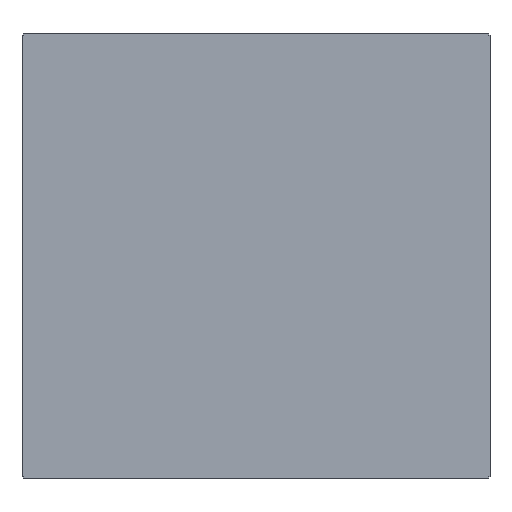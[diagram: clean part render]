
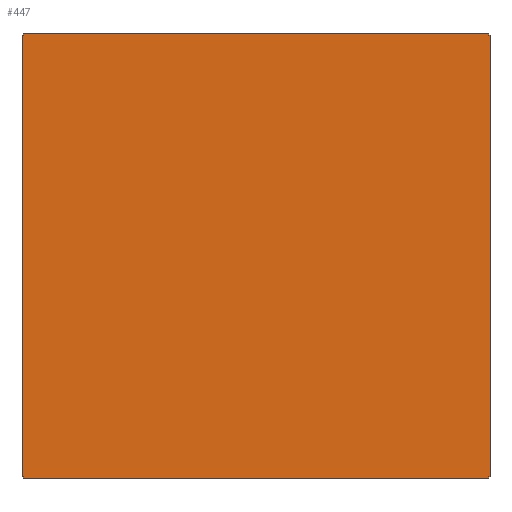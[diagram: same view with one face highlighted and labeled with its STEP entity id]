
A CAD part, front view. The second image highlights one B-rep face of the part: STEP entity #447.
In plain terms, the highlighted planar face has unit normal (0, -1, 0).
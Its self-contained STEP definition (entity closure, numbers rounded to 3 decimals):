
#87 = CARTESIAN_POINT ( 'NONE',  ( 0., 0., 294.998 ) ) ;
#99 = EDGE_CURVE ( 'NONE', #951, #3061, #3811, .T. ) ;
#120 = CARTESIAN_POINT ( 'NONE',  ( 310.498, 0., -297. ) ) ;
#172 = DIRECTION ( 'NONE',  ( 0., 0., -1. ) ) ;
#191 = EDGE_CURVE ( 'NONE', #951, #2638, #4095, .T. ) ;
#385 = CARTESIAN_POINT ( 'NONE',  ( 689.502, 0., 294.998 ) ) ;
#396 = VERTEX_POINT ( 'NONE', #3947 ) ;
#403 = ORIENTED_EDGE ( 'NONE', *, *, #2642, .F. ) ;
#433 = CARTESIAN_POINT ( 'NONE',  ( 312.5, 0., 294.998 ) ) ;
#447 = ADVANCED_FACE ( 'NONE', ( #618 ), #1003, .F. ) ;
#459 = VERTEX_POINT ( 'NONE', #3291 ) ;
#530 = DIRECTION ( 'NONE',  ( 1., 0., 0. ) ) ;
#569 = VECTOR ( 'NONE', #530, 1000. ) ;
#618 = FACE_OUTER_BOUND ( 'NONE', #2610, .T. ) ;
#640 = CARTESIAN_POINT ( 'NONE',  ( 0., 0., 0. ) ) ;
#744 = VECTOR ( 'NONE', #1239, 1000. ) ;
#832 = LINE ( 'NONE', #4190, #4250 ) ;
#839 = VECTOR ( 'NONE', #2616, 1000. ) ;
#864 = CARTESIAN_POINT ( 'NONE',  ( 0., 0., 297. ) ) ;
#876 = CARTESIAN_POINT ( 'NONE',  ( 0., 0., -294.998 ) ) ;
#945 = CARTESIAN_POINT ( 'NONE',  ( -310.498, 0., -294.998 ) ) ;
#951 = VERTEX_POINT ( 'NONE', #3685 ) ;
#1003 = PLANE ( 'NONE',  #4042 ) ;
#1073 = ORIENTED_EDGE ( 'NONE', *, *, #3039, .T. ) ;
#1174 = VECTOR ( 'NONE', #2029, 1000. ) ;
#1192 = CARTESIAN_POINT ( 'NONE',  ( -310.498, 0., 0. ) ) ;
#1212 = LINE ( 'NONE', #1192, #1408 ) ;
#1239 = DIRECTION ( 'NONE',  ( -1., 0., 0. ) ) ;
#1260 = VECTOR ( 'NONE', #2873, 1000. ) ;
#1408 = VECTOR ( 'NONE', #3541, 1000. ) ;
#1453 = CARTESIAN_POINT ( 'NONE',  ( -310.498, 0., 297. ) ) ;
#1497 = DIRECTION ( 'NONE',  ( -1., 0., 0. ) ) ;
#1519 = LINE ( 'NONE', #1542, #3690 ) ;
#1534 = ORIENTED_EDGE ( 'NONE', *, *, #3994, .F. ) ;
#1542 = CARTESIAN_POINT ( 'NONE',  ( -312.5, 0., 0. ) ) ;
#1634 = VERTEX_POINT ( 'NONE', #2131 ) ;
#1753 = VERTEX_POINT ( 'NONE', #2535 ) ;
#1788 = EDGE_CURVE ( 'NONE', #3061, #2250, #1905, .T. ) ;
#1852 = LINE ( 'NONE', #2892, #839 ) ;
#1872 = CARTESIAN_POINT ( 'NONE',  ( 312.5, 0., -294.998 ) ) ;
#1883 = VECTOR ( 'NONE', #2376, 1000. ) ;
#1892 = VECTOR ( 'NONE', #172, 1000. ) ;
#1905 = LINE ( 'NONE', #3590, #744 ) ;
#1944 = DIRECTION ( 'NONE',  ( 0., 1., 0. ) ) ;
#1973 = ORIENTED_EDGE ( 'NONE', *, *, #2186, .F. ) ;
#1987 = DIRECTION ( 'NONE',  ( 1., 0., 0. ) ) ;
#2029 = DIRECTION ( 'NONE',  ( 0., 0., -1. ) ) ;
#2131 = CARTESIAN_POINT ( 'NONE',  ( 310.498, 0., 294.998 ) ) ;
#2153 = EDGE_CURVE ( 'NONE', #1753, #3877, #1212, .T. ) ;
#2186 = EDGE_CURVE ( 'NONE', #459, #1634, #2913, .T. ) ;
#2189 = EDGE_CURVE ( 'NONE', #2638, #3023, #1852, .T. ) ;
#2250 = VERTEX_POINT ( 'NONE', #3845 ) ;
#2280 = ORIENTED_EDGE ( 'NONE', *, *, #2153, .F. ) ;
#2299 = ORIENTED_EDGE ( 'NONE', *, *, #3100, .F. ) ;
#2376 = DIRECTION ( 'NONE',  ( 1., 0., 0. ) ) ;
#2535 = CARTESIAN_POINT ( 'NONE',  ( -310.498, 0., 294.998 ) ) ;
#2610 = EDGE_LOOP ( 'NONE', ( #3382, #3421, #3603, #3493, #4078, #1973, #2299, #2280, #3983, #403, #1534, #1073 ) ) ;
#2616 = DIRECTION ( 'NONE',  ( 0., 0., 1. ) ) ;
#2638 = VERTEX_POINT ( 'NONE', #1872 ) ;
#2642 = EDGE_CURVE ( 'NONE', #4135, #396, #1519, .T. ) ;
#2827 = DIRECTION ( 'NONE',  ( 1., 0., 0. ) ) ;
#2873 = DIRECTION ( 'NONE',  ( 0., 0., -1. ) ) ;
#2892 = CARTESIAN_POINT ( 'NONE',  ( 312.5, 0., 0. ) ) ;
#2913 = LINE ( 'NONE', #3219, #1260 ) ;
#2963 = EDGE_CURVE ( 'NONE', #396, #1753, #3758, .T. ) ;
#3023 = VERTEX_POINT ( 'NONE', #433 ) ;
#3039 = EDGE_CURVE ( 'NONE', #3694, #2250, #3699, .T. ) ;
#3061 = VERTEX_POINT ( 'NONE', #120 ) ;
#3066 = CARTESIAN_POINT ( 'NONE',  ( -310.498, 0., 0. ) ) ;
#3078 = DIRECTION ( 'NONE',  ( 1., 0., 0. ) ) ;
#3100 = EDGE_CURVE ( 'NONE', #3877, #459, #3844, .T. ) ;
#3219 = CARTESIAN_POINT ( 'NONE',  ( 310.498, 0., 295. ) ) ;
#3291 = CARTESIAN_POINT ( 'NONE',  ( 310.498, 0., 297. ) ) ;
#3382 = ORIENTED_EDGE ( 'NONE', *, *, #1788, .F. ) ;
#3421 = ORIENTED_EDGE ( 'NONE', *, *, #99, .F. ) ;
#3439 = CARTESIAN_POINT ( 'NONE',  ( 310.498, 0., 0. ) ) ;
#3493 = ORIENTED_EDGE ( 'NONE', *, *, #2189, .T. ) ;
#3541 = DIRECTION ( 'NONE',  ( 0., 0., 1. ) ) ;
#3545 = VECTOR ( 'NONE', #2827, 1000. ) ;
#3590 = CARTESIAN_POINT ( 'NONE',  ( 0., 0., -297. ) ) ;
#3603 = ORIENTED_EDGE ( 'NONE', *, *, #191, .T. ) ;
#3621 = CARTESIAN_POINT ( 'NONE',  ( -312.5, 0., -294.998 ) ) ;
#3685 = CARTESIAN_POINT ( 'NONE',  ( 310.498, 0., -294.998 ) ) ;
#3690 = VECTOR ( 'NONE', #4125, 1000. ) ;
#3694 = VERTEX_POINT ( 'NONE', #945 ) ;
#3699 = LINE ( 'NONE', #3066, #1174 ) ;
#3758 = LINE ( 'NONE', #385, #1883 ) ;
#3811 = LINE ( 'NONE', #3439, #1892 ) ;
#3844 = LINE ( 'NONE', #864, #3545 ) ;
#3845 = CARTESIAN_POINT ( 'NONE',  ( -310.498, 0., -297. ) ) ;
#3877 = VERTEX_POINT ( 'NONE', #1453 ) ;
#3903 = VECTOR ( 'NONE', #3078, 1000. ) ;
#3947 = CARTESIAN_POINT ( 'NONE',  ( -312.5, 0., 294.998 ) ) ;
#3983 = ORIENTED_EDGE ( 'NONE', *, *, #2963, .F. ) ;
#3994 = EDGE_CURVE ( 'NONE', #3694, #4135, #832, .T. ) ;
#4042 = AXIS2_PLACEMENT_3D ( 'NONE', #640, #1944, #1987 ) ;
#4076 = LINE ( 'NONE', #87, #3903 ) ;
#4078 = ORIENTED_EDGE ( 'NONE', *, *, #4252, .F. ) ;
#4095 = LINE ( 'NONE', #876, #569 ) ;
#4125 = DIRECTION ( 'NONE',  ( 0., 0., 1. ) ) ;
#4135 = VERTEX_POINT ( 'NONE', #3621 ) ;
#4190 = CARTESIAN_POINT ( 'NONE',  ( 689.502, 0., -294.998 ) ) ;
#4250 = VECTOR ( 'NONE', #1497, 1000. ) ;
#4252 = EDGE_CURVE ( 'NONE', #1634, #3023, #4076, .T. ) ;
